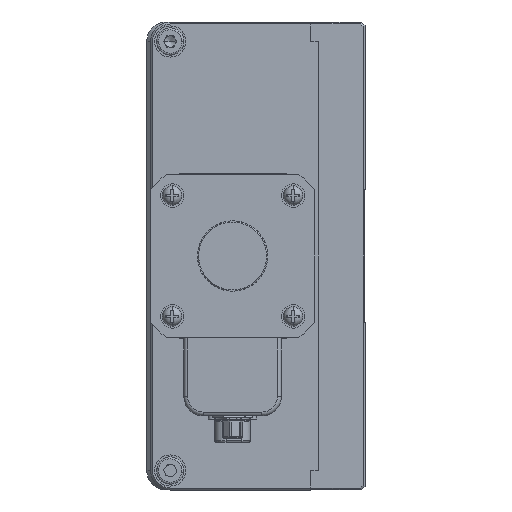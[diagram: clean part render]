
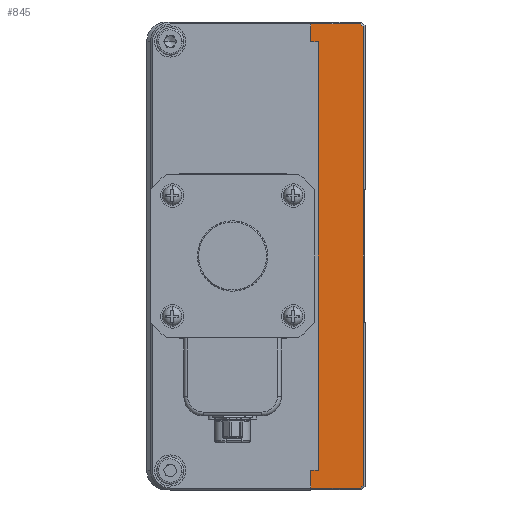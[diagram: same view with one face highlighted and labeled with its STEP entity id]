
A CAD part, left-side view. The second image highlights one B-rep face of the part: STEP entity #845.
In plain terms, the highlighted planar face has unit normal (-1, 0, 0).
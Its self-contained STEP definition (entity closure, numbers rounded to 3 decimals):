
#444 = ORIENTED_EDGE ( 'NONE', *, *, #12862, .T. ) ;
#521 = VERTEX_POINT ( 'NONE', #10432 ) ;
#717 = CARTESIAN_POINT ( 'NONE',  ( -228.092, 1.207, -19.721 ) ) ;
#795 = EDGE_CURVE ( 'NONE', #25126, #521, #5917, .T. ) ;
#845 = ADVANCED_FACE ( 'NONE', ( #17248 ), #8595, .F. ) ;
#1026 = CARTESIAN_POINT ( 'NONE',  ( -228.092, 14., -20.221 ) ) ;
#1651 = CARTESIAN_POINT ( 'NONE',  ( -228.092, 0.5, 98.572 ) ) ;
#2501 = CARTESIAN_POINT ( 'NONE',  ( -228.092, 14., 94.779 ) ) ;
#2626 = CARTESIAN_POINT ( 'NONE',  ( -228.092, 0.5, -19.014 ) ) ;
#2629 = DIRECTION ( 'NONE',  ( 0., 1., 0. ) ) ;
#2941 = VECTOR ( 'NONE', #46193, 1000. ) ;
#3217 = VERTEX_POINT ( 'NONE', #717 ) ;
#4894 = EDGE_CURVE ( 'NONE', #17436, #35093, #26442, .T. ) ;
#5917 = LINE ( 'NONE', #31232, #2941 ) ;
#6658 = EDGE_CURVE ( 'NONE', #8962, #17436, #30466, .T. ) ;
#7273 = VECTOR ( 'NONE', #46341, 1000. ) ;
#7813 = DIRECTION ( 'NONE',  ( 0., -1., 0. ) ) ;
#8101 = CARTESIAN_POINT ( 'NONE',  ( -228.092, 14., -19.721 ) ) ;
#8595 = PLANE ( 'NONE',  #31765 ) ;
#8667 = CARTESIAN_POINT ( 'NONE',  ( -228.092, 14., 99.279 ) ) ;
#8962 = VERTEX_POINT ( 'NONE', #8667 ) ;
#9049 = ORIENTED_EDGE ( 'NONE', *, *, #795, .T. ) ;
#9244 = CARTESIAN_POINT ( 'NONE',  ( -228.092, 0.354, -18.868 ) ) ;
#10432 = CARTESIAN_POINT ( 'NONE',  ( -228.092, 1.207, 99.279 ) ) ;
#11652 = VERTEX_POINT ( 'NONE', #2626 ) ;
#12862 = EDGE_CURVE ( 'NONE', #38200, #3217, #27320, .T. ) ;
#13441 = VECTOR ( 'NONE', #15281, 1000. ) ;
#13618 = VERTEX_POINT ( 'NONE', #28450 ) ;
#13872 = ORIENTED_EDGE ( 'NONE', *, *, #4894, .T. ) ;
#14815 = VECTOR ( 'NONE', #35875, 1000. ) ;
#15209 = ORIENTED_EDGE ( 'NONE', *, *, #6658, .T. ) ;
#15242 = ORIENTED_EDGE ( 'NONE', *, *, #29251, .T. ) ;
#15281 = DIRECTION ( 'NONE',  ( 0., 1., 0. ) ) ;
#16468 = VECTOR ( 'NONE', #45393, 1000. ) ;
#17155 = VECTOR ( 'NONE', #26806, 1000. ) ;
#17248 = FACE_OUTER_BOUND ( 'NONE', #26311, .T. ) ;
#17436 = VERTEX_POINT ( 'NONE', #2501 ) ;
#18767 = VECTOR ( 'NONE', #21138, 1000. ) ;
#19460 = CARTESIAN_POINT ( 'NONE',  ( -228.092, 14., -15.221 ) ) ;
#21138 = DIRECTION ( 'NONE',  ( 0., 0., 1. ) ) ;
#21764 = ORIENTED_EDGE ( 'NONE', *, *, #28894, .T. ) ;
#21954 = CARTESIAN_POINT ( 'NONE',  ( -228.092, 0., -19.721 ) ) ;
#25126 = VERTEX_POINT ( 'NONE', #1651 ) ;
#25498 = ORIENTED_EDGE ( 'NONE', *, *, #47407, .T. ) ;
#25541 = ORIENTED_EDGE ( 'NONE', *, *, #31237, .F. ) ;
#26231 = CARTESIAN_POINT ( 'NONE',  ( -228.092, 12., 94.779 ) ) ;
#26262 = CARTESIAN_POINT ( 'NONE',  ( -228.092, 0.5, -20.221 ) ) ;
#26311 = EDGE_LOOP ( 'NONE', ( #9049, #41049, #15209, #13872, #25541, #42581, #15242, #444, #21764, #25498 ) ) ;
#26442 = LINE ( 'NONE', #29295, #31255 ) ;
#26575 = LINE ( 'NONE', #44618, #39760 ) ;
#26806 = DIRECTION ( 'NONE',  ( 0., 0., -1. ) ) ;
#27320 = LINE ( 'NONE', #21954, #49394 ) ;
#28450 = CARTESIAN_POINT ( 'NONE',  ( -228.092, 12., -15.221 ) ) ;
#28894 = EDGE_CURVE ( 'NONE', #3217, #11652, #46395, .T. ) ;
#28914 = LINE ( 'NONE', #36303, #18767 ) ;
#29251 = EDGE_CURVE ( 'NONE', #31829, #38200, #39260, .T. ) ;
#29295 = CARTESIAN_POINT ( 'NONE',  ( -228.092, 0., 94.779 ) ) ;
#30319 = CARTESIAN_POINT ( 'NONE',  ( -228.092, 14., -20.221 ) ) ;
#30466 = LINE ( 'NONE', #1026, #7273 ) ;
#31232 = CARTESIAN_POINT ( 'NONE',  ( -228.092, 1.354, 99.425 ) ) ;
#31237 = EDGE_CURVE ( 'NONE', #13618, #35093, #28914, .T. ) ;
#31255 = VECTOR ( 'NONE', #7813, 1000. ) ;
#31378 = EDGE_CURVE ( 'NONE', #13618, #31829, #39641, .T. ) ;
#31765 = AXIS2_PLACEMENT_3D ( 'NONE', #35224, #39071, #42073 ) ;
#31829 = VERTEX_POINT ( 'NONE', #19460 ) ;
#34303 = CARTESIAN_POINT ( 'NONE',  ( -228.092, 0., -15.221 ) ) ;
#35093 = VERTEX_POINT ( 'NONE', #26231 ) ;
#35224 = CARTESIAN_POINT ( 'NONE',  ( -228.092, 0., -20.221 ) ) ;
#35875 = DIRECTION ( 'NONE',  ( 0., -0.707, 0.707 ) ) ;
#36303 = CARTESIAN_POINT ( 'NONE',  ( -228.092, 12., -20.221 ) ) ;
#36769 = DIRECTION ( 'NONE',  ( 0., -1., 0. ) ) ;
#38200 = VERTEX_POINT ( 'NONE', #8101 ) ;
#39071 = DIRECTION ( 'NONE',  ( 1., 0., 0. ) ) ;
#39260 = LINE ( 'NONE', #30319, #17155 ) ;
#39641 = LINE ( 'NONE', #34303, #13441 ) ;
#39760 = VECTOR ( 'NONE', #2629, 1000. ) ;
#41049 = ORIENTED_EDGE ( 'NONE', *, *, #47291, .T. ) ;
#42073 = DIRECTION ( 'NONE',  ( 0., 1., 0. ) ) ;
#42581 = ORIENTED_EDGE ( 'NONE', *, *, #31378, .T. ) ;
#43869 = LINE ( 'NONE', #26262, #16468 ) ;
#44618 = CARTESIAN_POINT ( 'NONE',  ( -228.092, 0., 99.279 ) ) ;
#45393 = DIRECTION ( 'NONE',  ( 0., 0., 1. ) ) ;
#46193 = DIRECTION ( 'NONE',  ( 0., 0.707, 0.707 ) ) ;
#46341 = DIRECTION ( 'NONE',  ( 0., 0., -1. ) ) ;
#46395 = LINE ( 'NONE', #9244, #14815 ) ;
#47291 = EDGE_CURVE ( 'NONE', #521, #8962, #26575, .T. ) ;
#47407 = EDGE_CURVE ( 'NONE', #11652, #25126, #43869, .T. ) ;
#49394 = VECTOR ( 'NONE', #36769, 1000. ) ;
